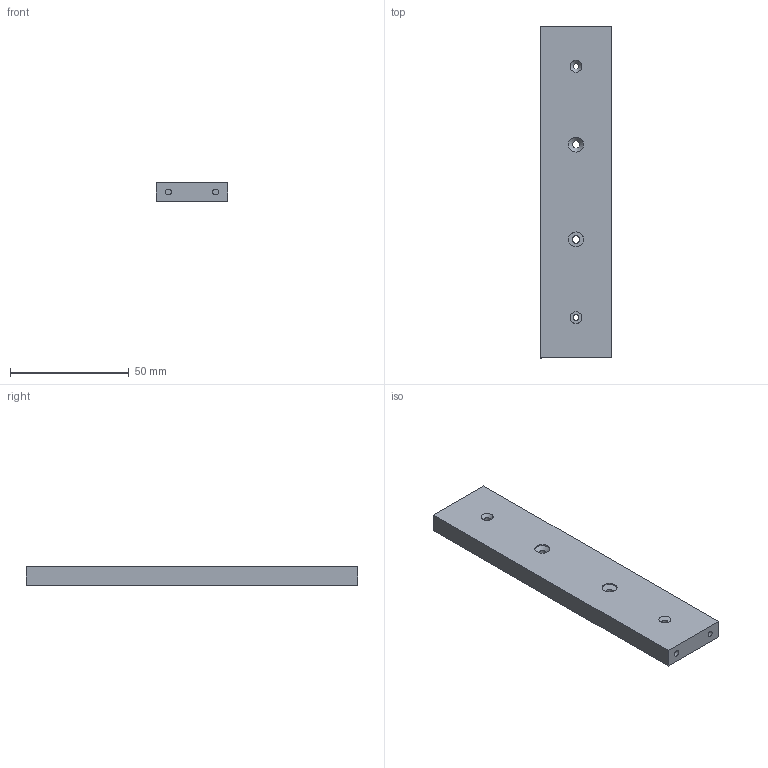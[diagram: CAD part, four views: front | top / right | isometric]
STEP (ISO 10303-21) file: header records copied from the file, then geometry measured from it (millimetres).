
FILE_DESCRIPTION(/* description */ (''),/* implementation_level */ '2;1');
FILE_NAME(/* name */ 'SL1 - 14 - Stand.step',/* time_stamp */ '2019-02-21T12:00:01+01:00',/* author */ (''),/* organization */ (''),/* preprocessor_version */ 'ST-DEVELOPER v17.2',/* originating_system */ 'Autodesk Translation Framework v7.6.0.251',/* authorisation */ '');
FILE_SCHEMA (('AUTOMOTIVE_DESIGN { 1 0 10303 214 3 1 1 }'));
Length unit declared in the file: millimetre
Products named in the file (1): SL1 - 14 - Stand
Bounding box: 30 x 140 x 8 mm (x, y, z)
Volume: 33077.3 mm3; surface area: 11727.3 mm2
Topology: 1 solids, 1 shells, 24 faces, 68 edges, 50 vertices
Faces by surface type: plane 10, cylinder 10, cone 4
Full cylindrical faces by diameter (mm): 2.529 x6, 3.2 x2, 6.329 x2
Entity records: 882 total; most frequent: DIRECTION 160, CARTESIAN_POINT 143, ORIENTED_EDGE 136, EDGE_CURVE 68, AXIS2_PLACEMENT_3D 67, VERTEX_POINT 50, CIRCLE 42, EDGE_LOOP 36
